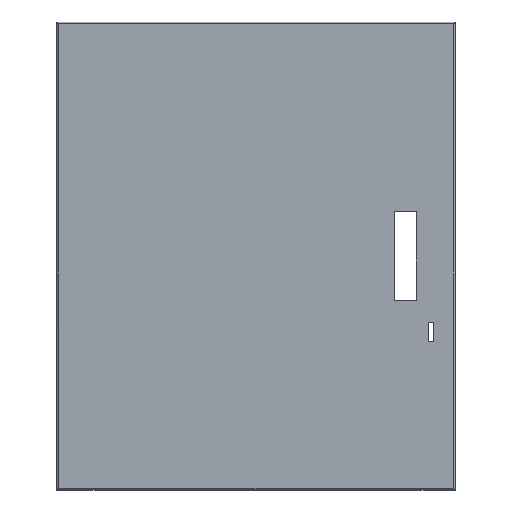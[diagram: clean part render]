
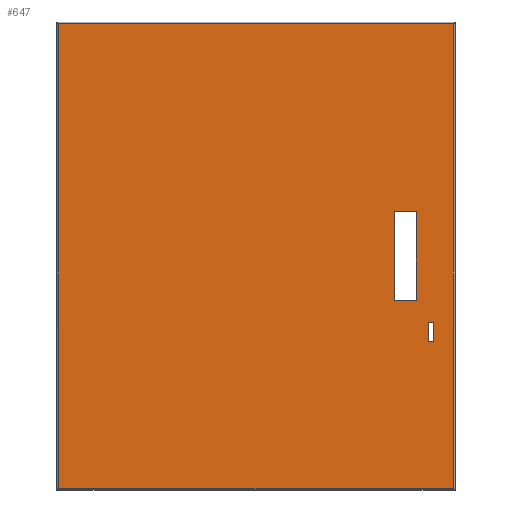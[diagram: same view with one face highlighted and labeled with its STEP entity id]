
A CAD part, top view. The second image highlights one B-rep face of the part: STEP entity #647.
In plain terms, the highlighted planar face has unit normal (0, 0, 1).
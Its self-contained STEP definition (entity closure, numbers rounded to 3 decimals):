
#17 = DIRECTION ( 'NONE',  ( -1., 0., 0. ) ) ;
#27 = EDGE_CURVE ( 'NONE', #940, #546, #818, .T. ) ;
#35 = CARTESIAN_POINT ( 'NONE',  ( 0., 0., 20. ) ) ;
#55 = LINE ( 'NONE', #895, #279 ) ;
#62 = DIRECTION ( 'NONE',  ( 0., 1., 0. ) ) ;
#68 = CARTESIAN_POINT ( 'NONE',  ( 201., -97., 20. ) ) ;
#70 = VECTOR ( 'NONE', #195, 1000. ) ;
#72 = EDGE_LOOP ( 'NONE', ( #1063, #530, #1169, #1044 ) ) ;
#75 = LINE ( 'NONE', #918, #70 ) ;
#88 = CARTESIAN_POINT ( 'NONE',  ( 195., -97., 20. ) ) ;
#157 = DIRECTION ( 'NONE',  ( -1., 0., 0. ) ) ;
#162 = CARTESIAN_POINT ( 'NONE',  ( 201., 0., 20. ) ) ;
#183 = VERTEX_POINT ( 'NONE', #88 ) ;
#195 = DIRECTION ( 'NONE',  ( 0., 1., 0. ) ) ;
#202 = CARTESIAN_POINT ( 'NONE',  ( 181.5, -50., 20. ) ) ;
#204 = VERTEX_POINT ( 'NONE', #804 ) ;
#210 = FACE_BOUND ( 'NONE', #72, .T. ) ;
#216 = CARTESIAN_POINT ( 'NONE',  ( 181.5, 50., 20. ) ) ;
#222 = VECTOR ( 'NONE', #1000, 1000. ) ;
#234 = FACE_OUTER_BOUND ( 'NONE', #596, .T. ) ;
#235 = VERTEX_POINT ( 'NONE', #597 ) ;
#260 = CARTESIAN_POINT ( 'NONE',  ( 201., -75., 20. ) ) ;
#270 = EDGE_CURVE ( 'NONE', #1034, #1283, #75, .T. ) ;
#279 = VECTOR ( 'NONE', #566, 1000. ) ;
#324 = LINE ( 'NONE', #639, #635 ) ;
#334 = DIRECTION ( 'NONE',  ( -1., 0., 0. ) ) ;
#339 = EDGE_CURVE ( 'NONE', #977, #235, #366, .T. ) ;
#346 = CARTESIAN_POINT ( 'NONE',  ( 223.5, -263., 20. ) ) ;
#363 = LINE ( 'NONE', #1325, #222 ) ;
#366 = LINE ( 'NONE', #670, #371 ) ;
#371 = VECTOR ( 'NONE', #157, 1000. ) ;
#376 = CARTESIAN_POINT ( 'NONE',  ( 156.5, -50., 20. ) ) ;
#388 = EDGE_CURVE ( 'NONE', #1036, #940, #568, .T. ) ;
#429 = LINE ( 'NONE', #859, #1321 ) ;
#444 = DIRECTION ( 'NONE',  ( 1., 0., 0. ) ) ;
#475 = ORIENTED_EDGE ( 'NONE', *, *, #388, .F. ) ;
#483 = CARTESIAN_POINT ( 'NONE',  ( 195., -75., 20. ) ) ;
#522 = VECTOR ( 'NONE', #1326, 1000. ) ;
#524 = CARTESIAN_POINT ( 'NONE',  ( 0., -75., 20. ) ) ;
#530 = ORIENTED_EDGE ( 'NONE', *, *, #816, .T. ) ;
#534 = CARTESIAN_POINT ( 'NONE',  ( 156.5, 50., 20. ) ) ;
#545 = ORIENTED_EDGE ( 'NONE', *, *, #928, .T. ) ;
#546 = VERTEX_POINT ( 'NONE', #483 ) ;
#552 = CARTESIAN_POINT ( 'NONE',  ( 195., 0., 20. ) ) ;
#566 = DIRECTION ( 'NONE',  ( 0., 1., 0. ) ) ;
#568 = LINE ( 'NONE', #162, #1021 ) ;
#571 = CARTESIAN_POINT ( 'NONE',  ( -223.5, -265., 20. ) ) ;
#572 = EDGE_CURVE ( 'NONE', #1036, #183, #324, .T. ) ;
#595 = EDGE_CURVE ( 'NONE', #204, #829, #1218, .T. ) ;
#596 = EDGE_LOOP ( 'NONE', ( #598, #1186, #665, #545 ) ) ;
#597 = CARTESIAN_POINT ( 'NONE',  ( -223.5, 263., 20. ) ) ;
#598 = ORIENTED_EDGE ( 'NONE', *, *, #339, .T. ) ;
#613 = EDGE_CURVE ( 'NONE', #235, #204, #887, .T. ) ;
#629 = FACE_BOUND ( 'NONE', #1164, .T. ) ;
#635 = VECTOR ( 'NONE', #334, 1000. ) ;
#639 = CARTESIAN_POINT ( 'NONE',  ( 0., -97., 20. ) ) ;
#642 = DIRECTION ( 'NONE',  ( 0., 1., 0. ) ) ;
#644 = ORIENTED_EDGE ( 'NONE', *, *, #572, .T. ) ;
#647 = ADVANCED_FACE ( 'NONE', ( #210, #234, #629 ), #1288, .T. ) ;
#665 = ORIENTED_EDGE ( 'NONE', *, *, #595, .T. ) ;
#670 = CARTESIAN_POINT ( 'NONE',  ( -225.5, 263., 20. ) ) ;
#671 = EDGE_CURVE ( 'NONE', #710, #1283, #753, .T. ) ;
#710 = VERTEX_POINT ( 'NONE', #216 ) ;
#734 = EDGE_CURVE ( 'NONE', #183, #546, #1318, .T. ) ;
#753 = LINE ( 'NONE', #1060, #1162 ) ;
#794 = VECTOR ( 'NONE', #17, 1000. ) ;
#804 = CARTESIAN_POINT ( 'NONE',  ( -223.5, -263., 20. ) ) ;
#816 = EDGE_CURVE ( 'NONE', #1163, #1034, #429, .T. ) ;
#818 = LINE ( 'NONE', #524, #794 ) ;
#829 = VERTEX_POINT ( 'NONE', #346 ) ;
#859 = CARTESIAN_POINT ( 'NONE',  ( 0., -50., 20. ) ) ;
#867 = ORIENTED_EDGE ( 'NONE', *, *, #734, .T. ) ;
#870 = EDGE_CURVE ( 'NONE', #1163, #710, #55, .T. ) ;
#887 = LINE ( 'NONE', #571, #522 ) ;
#895 = CARTESIAN_POINT ( 'NONE',  ( 181.5, 0., 20. ) ) ;
#918 = CARTESIAN_POINT ( 'NONE',  ( 156.5, 0., 20. ) ) ;
#928 = EDGE_CURVE ( 'NONE', #829, #977, #363, .T. ) ;
#940 = VERTEX_POINT ( 'NONE', #260 ) ;
#955 = DIRECTION ( 'NONE',  ( 0., 0., 1. ) ) ;
#977 = VERTEX_POINT ( 'NONE', #1029 ) ;
#1000 = DIRECTION ( 'NONE',  ( 0., 1., 0. ) ) ;
#1009 = DIRECTION ( 'NONE',  ( 1., 0., 0. ) ) ;
#1021 = VECTOR ( 'NONE', #62, 1000. ) ;
#1029 = CARTESIAN_POINT ( 'NONE',  ( 223.5, 263., 20. ) ) ;
#1034 = VERTEX_POINT ( 'NONE', #376 ) ;
#1036 = VERTEX_POINT ( 'NONE', #68 ) ;
#1044 = ORIENTED_EDGE ( 'NONE', *, *, #671, .F. ) ;
#1060 = CARTESIAN_POINT ( 'NONE',  ( 0., 50., 20. ) ) ;
#1063 = ORIENTED_EDGE ( 'NONE', *, *, #870, .F. ) ;
#1092 = DIRECTION ( 'NONE',  ( -1., 0., 0. ) ) ;
#1097 = DIRECTION ( 'NONE',  ( -1., 0., 0. ) ) ;
#1102 = VECTOR ( 'NONE', #642, 1000. ) ;
#1116 = CARTESIAN_POINT ( 'NONE',  ( 225.5, -263., 20. ) ) ;
#1137 = VECTOR ( 'NONE', #1009, 1000. ) ;
#1162 = VECTOR ( 'NONE', #1097, 1000. ) ;
#1163 = VERTEX_POINT ( 'NONE', #202 ) ;
#1164 = EDGE_LOOP ( 'NONE', ( #475, #644, #867, #1255 ) ) ;
#1169 = ORIENTED_EDGE ( 'NONE', *, *, #270, .T. ) ;
#1186 = ORIENTED_EDGE ( 'NONE', *, *, #613, .T. ) ;
#1218 = LINE ( 'NONE', #1116, #1137 ) ;
#1255 = ORIENTED_EDGE ( 'NONE', *, *, #27, .F. ) ;
#1283 = VERTEX_POINT ( 'NONE', #534 ) ;
#1288 = PLANE ( 'NONE',  #1357 ) ;
#1318 = LINE ( 'NONE', #552, #1102 ) ;
#1321 = VECTOR ( 'NONE', #1092, 1000. ) ;
#1325 = CARTESIAN_POINT ( 'NONE',  ( 223.5, 265., 20. ) ) ;
#1326 = DIRECTION ( 'NONE',  ( 0., -1., 0. ) ) ;
#1357 = AXIS2_PLACEMENT_3D ( 'NONE', #35, #955, #444 ) ;
